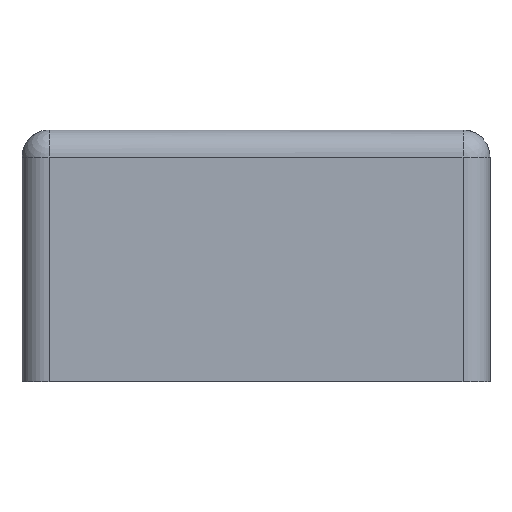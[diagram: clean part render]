
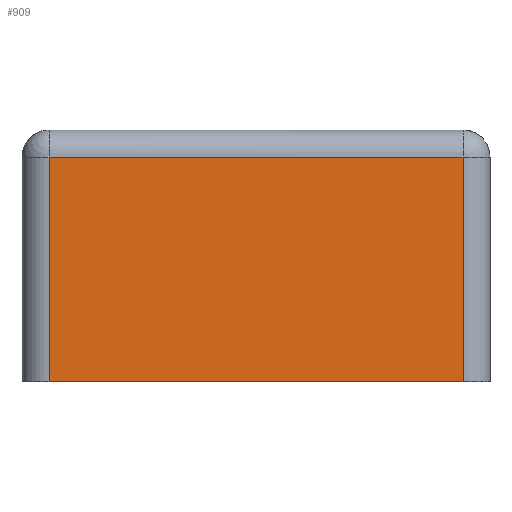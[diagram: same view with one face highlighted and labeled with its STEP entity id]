
A CAD part, left-side view. The second image highlights one B-rep face of the part: STEP entity #909.
In plain terms, the highlighted planar face has unit normal (-1, 0, 0).
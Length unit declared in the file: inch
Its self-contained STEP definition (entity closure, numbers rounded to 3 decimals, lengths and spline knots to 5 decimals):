
#32 = CARTESIAN_POINT ( 'NONE',  ( 0.5, 1.6, 0.75 ) ) ;
#62 = LINE ( 'NONE', #425, #691 ) ;
#91 = DIRECTION ( 'NONE',  ( 0., 1., 0. ) ) ;
#124 = PLANE ( 'NONE',  #430 ) ;
#175 = VERTEX_POINT ( 'NONE', #194 ) ;
#194 = CARTESIAN_POINT ( 'NONE',  ( 0.5, 1.6, 0. ) ) ;
#229 = EDGE_LOOP ( 'NONE', ( #248, #544, #860, #838 ) ) ;
#235 = LINE ( 'NONE', #449, #711 ) ;
#236 = CARTESIAN_POINT ( 'NONE',  ( 0.5, 0.91, 0.75 ) ) ;
#248 = ORIENTED_EDGE ( 'NONE', *, *, #743, .F. ) ;
#250 = VECTOR ( 'NONE', #310, 39.37008 ) ;
#310 = DIRECTION ( 'NONE',  ( 0., 0., 1. ) ) ;
#322 = VERTEX_POINT ( 'NONE', #859 ) ;
#359 = EDGE_CURVE ( 'NONE', #371, #834, #524, .T. ) ;
#371 = VERTEX_POINT ( 'NONE', #527 ) ;
#393 = DIRECTION ( 'NONE',  ( 0., 1., 0. ) ) ;
#402 = FACE_OUTER_BOUND ( 'NONE', #229, .T. ) ;
#410 = CARTESIAN_POINT ( 'NONE',  ( 0.5, 0.22, 0. ) ) ;
#425 = CARTESIAN_POINT ( 'NONE',  ( 0.5, 0.22, 0.375 ) ) ;
#430 = AXIS2_PLACEMENT_3D ( 'NONE', #410, #919, #693 ) ;
#449 = CARTESIAN_POINT ( 'NONE',  ( 0.5, 0.91, 0. ) ) ;
#460 = LINE ( 'NONE', #600, #250 ) ;
#484 = VECTOR ( 'NONE', #393, 39.37008 ) ;
#524 = LINE ( 'NONE', #236, #484 ) ;
#527 = CARTESIAN_POINT ( 'NONE',  ( 0.5, 0.22, 0.75 ) ) ;
#540 = EDGE_CURVE ( 'NONE', #322, #371, #62, .T. ) ;
#544 = ORIENTED_EDGE ( 'NONE', *, *, #757, .F. ) ;
#600 = CARTESIAN_POINT ( 'NONE',  ( 0.5, 1.6, 0.375 ) ) ;
#635 = DIRECTION ( 'NONE',  ( 0., 0., 1. ) ) ;
#691 = VECTOR ( 'NONE', #635, 39.37008 ) ;
#693 = DIRECTION ( 'NONE',  ( 0., 0., 1. ) ) ;
#711 = VECTOR ( 'NONE', #91, 39.37008 ) ;
#743 = EDGE_CURVE ( 'NONE', #175, #834, #460, .T. ) ;
#757 = EDGE_CURVE ( 'NONE', #322, #175, #235, .T. ) ;
#834 = VERTEX_POINT ( 'NONE', #32 ) ;
#838 = ORIENTED_EDGE ( 'NONE', *, *, #359, .T. ) ;
#859 = CARTESIAN_POINT ( 'NONE',  ( 0.5, 0.22, 0. ) ) ;
#860 = ORIENTED_EDGE ( 'NONE', *, *, #540, .T. ) ;
#909 = ADVANCED_FACE ( 'NONE', ( #402 ), #124, .T. ) ;
#919 = DIRECTION ( 'NONE',  ( -1., 0., 0. ) ) ;
